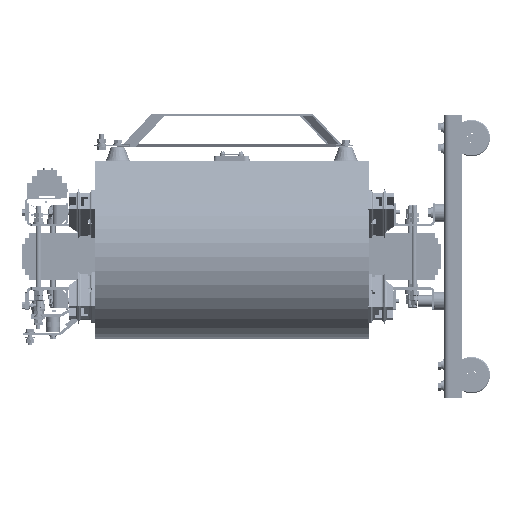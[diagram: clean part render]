
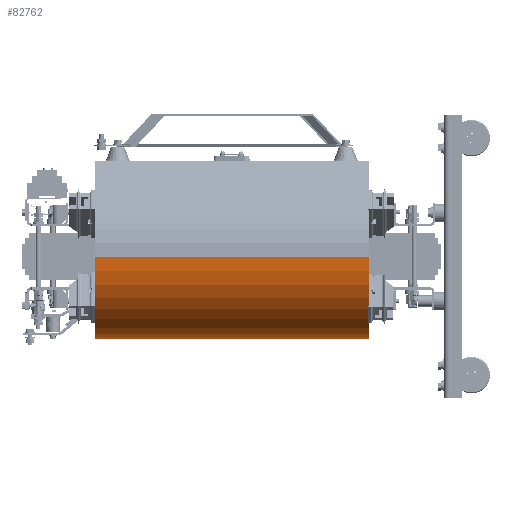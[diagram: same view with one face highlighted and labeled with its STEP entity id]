
A CAD part, left-side view. The second image highlights one B-rep face of the part: STEP entity #82762.
In plain terms, the highlighted cylindrical face has radius 180 mm (diameter 360 mm), a partial arc.
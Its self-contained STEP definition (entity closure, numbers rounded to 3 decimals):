
#60693 = CARTESIAN_POINT ( 'NONE',  ( -205., 300., 0. ) ) ;
#60703 = CARTESIAN_POINT ( 'NONE',  ( -205., -300., 0. ) ) ;
#60757 = CARTESIAN_POINT ( 'NONE',  ( -565., 300., 0. ) ) ;
#60765 = CARTESIAN_POINT ( 'NONE',  ( -565., -300., 0. ) ) ;
#63747 = FACE_OUTER_BOUND ( 'NONE', #334756, .T. ) ;
#63790 = CYLINDRICAL_SURFACE ( 'NONE', #246537, 180. ) ;
#64979 = ORIENTED_EDGE ( 'NONE', *, *, #292973, .T. ) ;
#65040 = ORIENTED_EDGE ( 'NONE', *, *, #293114, .F. ) ;
#65043 = ORIENTED_EDGE ( 'NONE', *, *, #293094, .F. ) ;
#65389 = ORIENTED_EDGE ( 'NONE', *, *, #293068, .T. ) ;
#82762 = ADVANCED_FACE ( 'NONE', ( #63747 ), #63790, .T. ) ;
#156375 = VERTEX_POINT ( 'NONE', #60757 ) ;
#156378 = VERTEX_POINT ( 'NONE', #60703 ) ;
#156399 = VERTEX_POINT ( 'NONE', #60693 ) ;
#156451 = VERTEX_POINT ( 'NONE', #60765 ) ;
#162920 = DIRECTION ( 'NONE',  ( 0., -1., 0. ) ) ;
#162940 = DIRECTION ( 'NONE',  ( 1., 0., 0. ) ) ;
#162993 = CARTESIAN_POINT ( 'NONE',  ( -385., 300., 0. ) ) ;
#170466 = CARTESIAN_POINT ( 'NONE',  ( -205., 300., 0. ) ) ;
#170548 = DIRECTION ( 'NONE',  ( 0., -1., 0. ) ) ;
#170846 = CARTESIAN_POINT ( 'NONE',  ( -385., -300., 0. ) ) ;
#170887 = DIRECTION ( 'NONE',  ( 0., 1., 0. ) ) ;
#170902 = CARTESIAN_POINT ( 'NONE',  ( -385., 300., 0. ) ) ;
#170915 = DIRECTION ( 'NONE',  ( -1., 0., 0. ) ) ;
#170935 = DIRECTION ( 'NONE',  ( 0., 1., 0. ) ) ;
#170995 = CARTESIAN_POINT ( 'NONE',  ( -565., 300., 0. ) ) ;
#170998 = DIRECTION ( 'NONE',  ( -1., 0., 0. ) ) ;
#171063 = DIRECTION ( 'NONE',  ( 0., -1., 0. ) ) ;
#241136 = LINE ( 'NONE', #170466, #241144 ) ;
#241144 = VECTOR ( 'NONE', #170548, 1000. ) ;
#241571 = CIRCLE ( 'NONE', #299781, 180. ) ;
#241729 = LINE ( 'NONE', #170995, #241820 ) ;
#241820 = VECTOR ( 'NONE', #171063, 1000. ) ;
#241871 = CIRCLE ( 'NONE', #299784, 180. ) ;
#246537 = AXIS2_PLACEMENT_3D ( 'NONE', #162993, #162920, #162940 ) ;
#292973 = EDGE_CURVE ( 'NONE', #156399, #156378, #241136, .T. ) ;
#293068 = EDGE_CURVE ( 'NONE', #156378, #156451, #241571, .T. ) ;
#293094 = EDGE_CURVE ( 'NONE', #156399, #156375, #241871, .T. ) ;
#293114 = EDGE_CURVE ( 'NONE', #156375, #156451, #241729, .T. ) ;
#299781 = AXIS2_PLACEMENT_3D ( 'NONE', #170846, #170887, #170915 ) ;
#299784 = AXIS2_PLACEMENT_3D ( 'NONE', #170902, #170935, #170998 ) ;
#334756 = EDGE_LOOP ( 'NONE', ( #65040, #65043, #64979, #65389 ) ) ;
